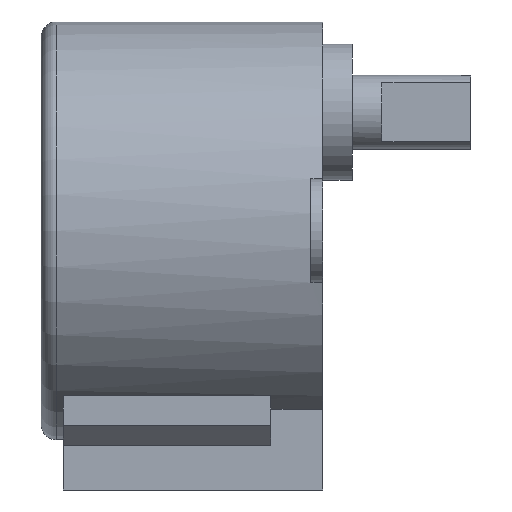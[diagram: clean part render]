
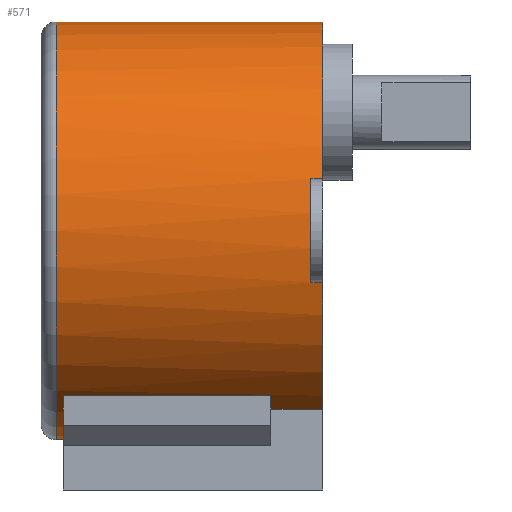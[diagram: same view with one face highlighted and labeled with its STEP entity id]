
A CAD part, left-side view. The second image highlights one B-rep face of the part: STEP entity #571.
In plain terms, the highlighted cylindrical face has radius 14.1 mm (diameter 28.2 mm), a full revolution.
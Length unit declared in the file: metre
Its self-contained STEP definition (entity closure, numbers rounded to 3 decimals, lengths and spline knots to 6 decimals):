
#21=CYLINDRICAL_SURFACE('',#664,0.0141);
#60=LINE('',#954,#110);
#66=LINE('',#970,#116);
#69=LINE('',#995,#119);
#70=LINE('',#999,#120);
#110=VECTOR('',#779,1.);
#116=VECTOR('',#793,1.);
#119=VECTOR('',#822,1.);
#120=VECTOR('',#825,1.);
#241=ORIENTED_EDGE('',*,*,#338,.T.);
#242=ORIENTED_EDGE('',*,*,#327,.F.);
#243=ORIENTED_EDGE('',*,*,#330,.T.);
#244=ORIENTED_EDGE('',*,*,#319,.T.);
#245=ORIENTED_EDGE('',*,*,#336,.F.);
#246=ORIENTED_EDGE('',*,*,#339,.F.);
#247=ORIENTED_EDGE('',*,*,#340,.F.);
#248=ORIENTED_EDGE('',*,*,#341,.T.);
#249=ORIENTED_EDGE('',*,*,#332,.F.);
#319=EDGE_CURVE('',#381,#380,#60,.T.);
#327=EDGE_CURVE('',#386,#385,#66,.T.);
#330=EDGE_CURVE('',#386,#381,#416,.T.);
#332=EDGE_CURVE('',#385,#390,#418,.T.);
#336=EDGE_CURVE('',#393,#380,#420,.T.);
#338=EDGE_CURVE('',#395,#395,#422,.T.);
#339=EDGE_CURVE('',#396,#393,#69,.T.);
#340=EDGE_CURVE('',#397,#396,#423,.T.);
#341=EDGE_CURVE('',#397,#390,#70,.T.);
#380=VERTEX_POINT('',#953);
#381=VERTEX_POINT('',#955);
#385=VERTEX_POINT('',#967);
#386=VERTEX_POINT('',#969);
#390=VERTEX_POINT('',#982);
#393=VERTEX_POINT('',#988);
#395=VERTEX_POINT('',#994);
#396=VERTEX_POINT('',#996);
#397=VERTEX_POINT('',#998);
#416=CIRCLE('',#657,0.0141);
#418=CIRCLE('',#660,0.0141);
#420=CIRCLE('',#662,0.0141);
#422=CIRCLE('',#665,0.0141);
#423=CIRCLE('',#666,0.0141);
#459=EDGE_LOOP('',(#241));
#460=EDGE_LOOP('',(#242,#243,#244,#245,#246,#247,#248,#249));
#505=FACE_BOUND('',#459,.T.);
#506=FACE_BOUND('',#460,.T.);
#571=ADVANCED_FACE('',(#505,#506),#21,.T.);
#657=AXIS2_PLACEMENT_3D('',#977,#802,#803);
#660=AXIS2_PLACEMENT_3D('',#981,#808,#809);
#662=AXIS2_PLACEMENT_3D('',#989,#814,#815);
#664=AXIS2_PLACEMENT_3D('',#992,#818,#819);
#665=AXIS2_PLACEMENT_3D('',#993,#820,#821);
#666=AXIS2_PLACEMENT_3D('',#997,#823,#824);
#779=DIRECTION('',(0.,-1.,0.));
#793=DIRECTION('',(0.,-1.,0.));
#802=DIRECTION('',(0.,1.,0.));
#803=DIRECTION('',(0.,0.,-1.));
#808=DIRECTION('',(0.,-1.,0.));
#809=DIRECTION('',(0.,0.,-1.));
#814=DIRECTION('',(0.,-1.,0.));
#815=DIRECTION('',(0.,0.,-1.));
#818=DIRECTION('',(0.,-1.,0.));
#819=DIRECTION('',(0.,0.,-1.));
#820=DIRECTION('',(0.,-1.,0.));
#821=DIRECTION('',(0.,0.,-1.));
#822=DIRECTION('',(0.,-1.,0.));
#823=DIRECTION('',(0.,-1.,0.));
#824=DIRECTION('',(0.,0.,-1.));
#825=DIRECTION('',(0.,-1.,0.));
#953=CARTESIAN_POINT('',(0.013659,0.,-0.0035));
#954=CARTESIAN_POINT('',(0.013659,0.0008,-0.0035));
#955=CARTESIAN_POINT('',(0.013659,0.0008,-0.0035));
#967=CARTESIAN_POINT('',(0.013659,0.,0.0035));
#969=CARTESIAN_POINT('',(0.013659,0.0008,0.0035));
#970=CARTESIAN_POINT('',(0.013659,0.0008,0.0035));
#977=CARTESIAN_POINT('',(0.,0.0008,0.));
#981=CARTESIAN_POINT('',(0.,0.,0.));
#982=CARTESIAN_POINT('',(-0.013659,0.,0.0035));
#988=CARTESIAN_POINT('',(-0.013659,0.,-0.0035));
#989=CARTESIAN_POINT('',(0.,0.,0.));
#992=CARTESIAN_POINT('',(0.,0.019,0.));
#993=CARTESIAN_POINT('',(0.,0.018,0.));
#994=CARTESIAN_POINT('',(0.,0.018,-0.0141));
#995=CARTESIAN_POINT('',(-0.013659,0.0008,-0.0035));
#996=CARTESIAN_POINT('',(-0.013659,0.0008,-0.0035));
#997=CARTESIAN_POINT('',(0.,0.0008,0.));
#998=CARTESIAN_POINT('',(-0.013659,0.0008,0.0035));
#999=CARTESIAN_POINT('',(-0.013659,0.0008,0.0035));
